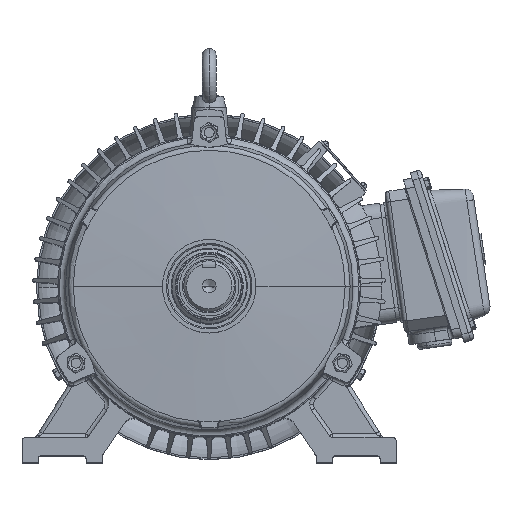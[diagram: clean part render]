
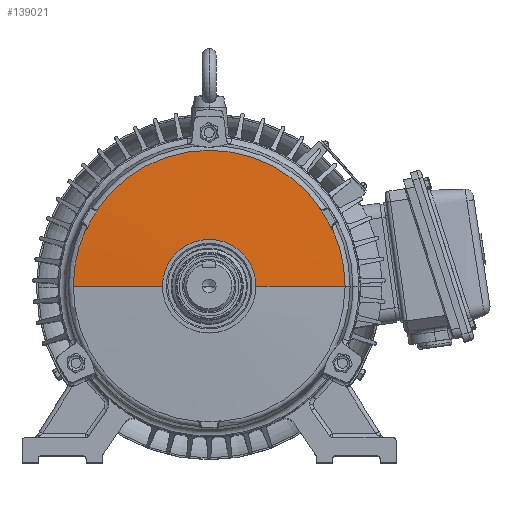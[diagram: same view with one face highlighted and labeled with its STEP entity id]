
A CAD part, top view. The second image highlights one B-rep face of the part: STEP entity #139021.
In plain terms, the highlighted conical face has half-angle 87 degrees and reference radius 35 mm.
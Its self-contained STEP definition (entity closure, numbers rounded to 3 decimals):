
#34903 = CARTESIAN_POINT ( 'NONE',  ( 60.897, 98.516, 231.404 ) ) ;
#34904 = CARTESIAN_POINT ( 'NONE',  ( -9.103, 98.516, 231.404 ) ) ;
#34905 = CARTESIAN_POINT ( 'NONE',  ( 127.547, 98.516, 227.911 ) ) ;
#34906 = CARTESIAN_POINT ( 'NONE',  ( 117.655, 142.256, 227.911 ) ) ;
#34907 = CARTESIAN_POINT ( 'NONE',  ( 117.55, 141.227, 227.939 ) ) ;
#34908 = CARTESIAN_POINT ( 'NONE',  ( 108.765, 156.458, 227.939 ) ) ;
#34909 = CARTESIAN_POINT ( 'NONE',  ( 109.709, 156.034, 227.911 ) ) ;
#34910 = CARTESIAN_POINT ( 'NONE',  ( -57.862, 156.111, 227.911 ) ) ;
#34911 = CARTESIAN_POINT ( 'NONE',  ( -56.918, 156.535, 227.939 ) ) ;
#34912 = CARTESIAN_POINT ( 'NONE',  ( -65.717, 141.311, 227.939 ) ) ;
#34913 = CARTESIAN_POINT ( 'NONE',  ( -65.821, 142.34, 227.911 ) ) ;
#34914 = CARTESIAN_POINT ( 'NONE',  ( -75.753, 98.516, 227.911 ) ) ;
#42680 = EDGE_CURVE ( 'NONE', #56701, #56703, #67740, .T. ) ;
#42681 = EDGE_CURVE ( 'NONE', #56701, #56702, #65718, .T. ) ;
#42684 = EDGE_CURVE ( 'NONE', #56703, #56704, #65733, .T. ) ;
#42686 = EDGE_CURVE ( 'NONE', #56704, #56705, #150459, .T. ) ;
#42687 = EDGE_CURVE ( 'NONE', #56705, #56706, #65706, .T. ) ;
#42689 = EDGE_CURVE ( 'NONE', #56706, #56707, #150458, .T. ) ;
#42692 = EDGE_CURVE ( 'NONE', #56707, #56708, #65763, .T. ) ;
#42694 = EDGE_CURVE ( 'NONE', #56708, #56709, #150455, .T. ) ;
#42696 = EDGE_CURVE ( 'NONE', #56709, #56710, #65788, .T. ) ;
#42697 = EDGE_CURVE ( 'NONE', #56710, #56711, #150452, .T. ) ;
#42699 = EDGE_CURVE ( 'NONE', #56711, #56712, #65799, .T. ) ;
#42700 = EDGE_CURVE ( 'NONE', #56702, #56712, #67750, .T. ) ;
#46738 = EDGE_LOOP ( 'NONE', ( #87033, #87043, #87042, #87045, #87049, #87054, #87058, #87061, #87065, #87068, #87072, #87075 ) ) ;
#56701 = VERTEX_POINT ( 'NONE', #34903 ) ;
#56702 = VERTEX_POINT ( 'NONE', #34904 ) ;
#56703 = VERTEX_POINT ( 'NONE', #34905 ) ;
#56704 = VERTEX_POINT ( 'NONE', #34906 ) ;
#56705 = VERTEX_POINT ( 'NONE', #34907 ) ;
#56706 = VERTEX_POINT ( 'NONE', #34908 ) ;
#56707 = VERTEX_POINT ( 'NONE', #34909 ) ;
#56708 = VERTEX_POINT ( 'NONE', #34910 ) ;
#56709 = VERTEX_POINT ( 'NONE', #34911 ) ;
#56710 = VERTEX_POINT ( 'NONE', #34912 ) ;
#56711 = VERTEX_POINT ( 'NONE', #34913 ) ;
#56712 = VERTEX_POINT ( 'NONE', #34914 ) ;
#58056 = CARTESIAN_POINT ( 'NONE',  ( 60.897, 98.516, 231.404 ) ) ;
#58057 = DIRECTION ( 'NONE',  ( 0.999, 0., -0.052 ) ) ;
#58058 = CARTESIAN_POINT ( 'NONE',  ( 25.897, 98.516, 231.404 ) ) ;
#58059 = DIRECTION ( 'NONE',  ( 0., 0., 1. ) ) ;
#58060 = DIRECTION ( 'NONE',  ( 1., 0., 0. ) ) ;
#58065 = CARTESIAN_POINT ( 'NONE',  ( 25.897, 98.516, 227.911 ) ) ;
#58066 = DIRECTION ( 'NONE',  ( 0., 0., 1. ) ) ;
#58067 = DIRECTION ( 'NONE',  ( 1., 0., 0. ) ) ;
#58070 = CARTESIAN_POINT ( 'NONE',  ( 117.655, 142.256, 227.911 ) ) ;
#58071 = CARTESIAN_POINT ( 'NONE',  ( 117.582, 142.095, 227.918 ) ) ;
#58072 = CARTESIAN_POINT ( 'NONE',  ( 117.541, 141.92, 227.924 ) ) ;
#58073 = CARTESIAN_POINT ( 'NONE',  ( 117.514, 141.574, 227.933 ) ) ;
#58074 = CARTESIAN_POINT ( 'NONE',  ( 117.524, 141.401, 227.937 ) ) ;
#58075 = CARTESIAN_POINT ( 'NONE',  ( 117.55, 141.227, 227.939 ) ) ;
#58076 = CARTESIAN_POINT ( 'NONE',  ( 25.897, 98.516, 227.939 ) ) ;
#58077 = DIRECTION ( 'NONE',  ( 0., 0., 1. ) ) ;
#58078 = DIRECTION ( 'NONE',  ( 1., 0., 0. ) ) ;
#58081 = CARTESIAN_POINT ( 'NONE',  ( 108.765, 156.458, 227.939 ) ) ;
#58082 = CARTESIAN_POINT ( 'NONE',  ( 108.903, 156.349, 227.937 ) ) ;
#58083 = CARTESIAN_POINT ( 'NONE',  ( 109.05, 156.252, 227.933 ) ) ;
#58084 = CARTESIAN_POINT ( 'NONE',  ( 109.287, 156.139, 227.926 ) ) ;
#58085 = CARTESIAN_POINT ( 'NONE',  ( 109.368, 156.107, 227.924 ) ) ;
#58086 = CARTESIAN_POINT ( 'NONE',  ( 109.535, 156.059, 227.918 ) ) ;
#58087 = CARTESIAN_POINT ( 'NONE',  ( 109.622, 156.042, 227.915 ) ) ;
#58088 = CARTESIAN_POINT ( 'NONE',  ( 109.709, 156.034, 227.911 ) ) ;
#58093 = CARTESIAN_POINT ( 'NONE',  ( 25.897, 98.516, 227.911 ) ) ;
#58094 = DIRECTION ( 'NONE',  ( 0., 0., 1. ) ) ;
#58095 = DIRECTION ( 'NONE',  ( 1., 0., 0. ) ) ;
#58098 = CARTESIAN_POINT ( 'NONE',  ( -57.862, 156.111, 227.911 ) ) ;
#58099 = CARTESIAN_POINT ( 'NONE',  ( -57.686, 156.128, 227.918 ) ) ;
#58100 = CARTESIAN_POINT ( 'NONE',  ( -57.514, 156.181, 227.924 ) ) ;
#58101 = CARTESIAN_POINT ( 'NONE',  ( -57.201, 156.33, 227.933 ) ) ;
#58102 = CARTESIAN_POINT ( 'NONE',  ( -57.056, 156.425, 227.937 ) ) ;
#58103 = CARTESIAN_POINT ( 'NONE',  ( -56.918, 156.535, 227.939 ) ) ;
#58106 = CARTESIAN_POINT ( 'NONE',  ( 25.897, 98.516, 227.939 ) ) ;
#58107 = DIRECTION ( 'NONE',  ( 0., 0., 1. ) ) ;
#58108 = DIRECTION ( 'NONE',  ( 1., 0., 0. ) ) ;
#58109 = CARTESIAN_POINT ( 'NONE',  ( -65.717, 141.311, 227.939 ) ) ;
#58110 = CARTESIAN_POINT ( 'NONE',  ( -65.69, 141.485, 227.937 ) ) ;
#58111 = CARTESIAN_POINT ( 'NONE',  ( -65.681, 141.661, 227.933 ) ) ;
#58112 = CARTESIAN_POINT ( 'NONE',  ( -65.702, 141.923, 227.926 ) ) ;
#58113 = CARTESIAN_POINT ( 'NONE',  ( -65.715, 142.009, 227.924 ) ) ;
#58114 = CARTESIAN_POINT ( 'NONE',  ( -65.756, 142.178, 227.918 ) ) ;
#58115 = CARTESIAN_POINT ( 'NONE',  ( -65.785, 142.261, 227.915 ) ) ;
#58116 = CARTESIAN_POINT ( 'NONE',  ( -65.821, 142.34, 227.911 ) ) ;
#58119 = CARTESIAN_POINT ( 'NONE',  ( 25.897, 98.516, 227.911 ) ) ;
#58120 = DIRECTION ( 'NONE',  ( 0., 0., 1. ) ) ;
#58121 = DIRECTION ( 'NONE',  ( 1., 0., 0. ) ) ;
#58122 = CARTESIAN_POINT ( 'NONE',  ( -9.103, 98.516, 231.404 ) ) ;
#58123 = DIRECTION ( 'NONE',  ( -0.999, 0., -0.052 ) ) ;
#65706 = CIRCLE ( 'NONE', #65752, 101.116 ) ;
#65715 = VECTOR ( 'NONE', #58057, 1000. ) ;
#65718 = CIRCLE ( 'NONE', #65721, 35. ) ;
#65721 = AXIS2_PLACEMENT_3D ( 'NONE', #58058, #58059, #58060 ) ;
#65733 = CIRCLE ( 'NONE', #65739, 101.65 ) ;
#65739 = AXIS2_PLACEMENT_3D ( 'NONE', #58065, #58066, #58067 ) ;
#65752 = AXIS2_PLACEMENT_3D ( 'NONE', #58076, #58077, #58078 ) ;
#65763 = CIRCLE ( 'NONE', #65775, 101.65 ) ;
#65775 = AXIS2_PLACEMENT_3D ( 'NONE', #58093, #58094, #58095 ) ;
#65788 = CIRCLE ( 'NONE', #65794, 101.116 ) ;
#65794 = AXIS2_PLACEMENT_3D ( 'NONE', #58106, #58107, #58108 ) ;
#65799 = CIRCLE ( 'NONE', #65807, 101.65 ) ;
#65807 = AXIS2_PLACEMENT_3D ( 'NONE', #58119, #58120, #58121 ) ;
#65815 = VECTOR ( 'NONE', #58123, 1000. ) ;
#67740 = LINE ( 'NONE', #58056, #65715 ) ;
#67750 = LINE ( 'NONE', #58122, #65815 ) ;
#87033 = ORIENTED_EDGE ( 'NONE', *, *, #42681, .F. ) ;
#87042 = ORIENTED_EDGE ( 'NONE', *, *, #42684, .T. ) ;
#87043 = ORIENTED_EDGE ( 'NONE', *, *, #42680, .T. ) ;
#87045 = ORIENTED_EDGE ( 'NONE', *, *, #42686, .T. ) ;
#87049 = ORIENTED_EDGE ( 'NONE', *, *, #42687, .T. ) ;
#87054 = ORIENTED_EDGE ( 'NONE', *, *, #42689, .T. ) ;
#87058 = ORIENTED_EDGE ( 'NONE', *, *, #42692, .T. ) ;
#87061 = ORIENTED_EDGE ( 'NONE', *, *, #42694, .T. ) ;
#87065 = ORIENTED_EDGE ( 'NONE', *, *, #42696, .T. ) ;
#87068 = ORIENTED_EDGE ( 'NONE', *, *, #42697, .T. ) ;
#87072 = ORIENTED_EDGE ( 'NONE', *, *, #42699, .T. ) ;
#87075 = ORIENTED_EDGE ( 'NONE', *, *, #42700, .F. ) ;
#139021 = ADVANCED_FACE ( 'NONE', ( #140595 ), #153693, .T. ) ;
#140595 = FACE_OUTER_BOUND ( 'NONE', #46738, .T. ) ;
#150452 = B_SPLINE_CURVE_WITH_KNOTS ( 'NONE', 3,
 ( #58109, #58110, #58111, #58112, #58113, #58114, #58115, #58116 ),
 .UNSPECIFIED., .F., .F.,
 ( 4, 2, 2, 4 ),
 ( 0., 0.001, 0.001, 0.001 ),
 .UNSPECIFIED. ) ;
#150455 = B_SPLINE_CURVE_WITH_KNOTS ( 'NONE', 3,
 ( #58098, #58099, #58100, #58101, #58102, #58103 ),
 .UNSPECIFIED., .F., .F.,
 ( 4, 2, 4 ),
 ( 0., 0.001, 0.001 ),
 .UNSPECIFIED. ) ;
#150458 = B_SPLINE_CURVE_WITH_KNOTS ( 'NONE', 3,
 ( #58081, #58082, #58083, #58084, #58085, #58086, #58087, #58088 ),
 .UNSPECIFIED., .F., .F.,
 ( 4, 2, 2, 4 ),
 ( 0., 0.001, 0.001, 0.001 ),
 .UNSPECIFIED. ) ;
#150459 = B_SPLINE_CURVE_WITH_KNOTS ( 'NONE', 3,
 ( #58070, #58071, #58072, #58073, #58074, #58075 ),
 .UNSPECIFIED., .F., .F.,
 ( 4, 2, 4 ),
 ( 0., 0.001, 0.001 ),
 .UNSPECIFIED. ) ;
#153057 = CARTESIAN_POINT ( 'NONE',  ( 25.897, 98.516, 231.404 ) ) ;
#153058 = DIRECTION ( 'NONE',  ( 0., 0., -1. ) ) ;
#153059 = DIRECTION ( 'NONE',  ( -1., 0., 0. ) ) ;
#153686 = AXIS2_PLACEMENT_3D ( 'NONE', #153057, #153058, #153059 ) ;
#153693 = CONICAL_SURFACE ( 'NONE', #153686, 35., 1.518 ) ;
